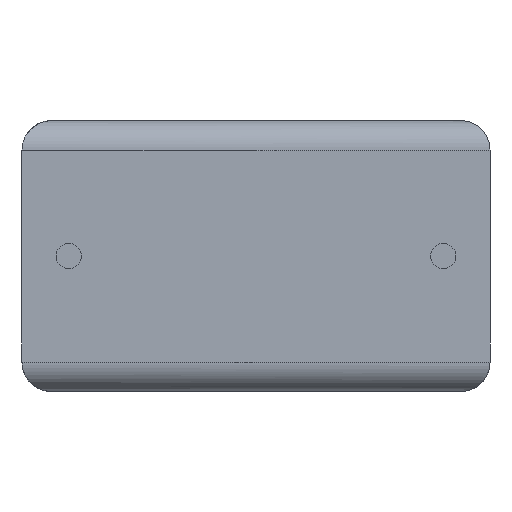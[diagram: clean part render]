
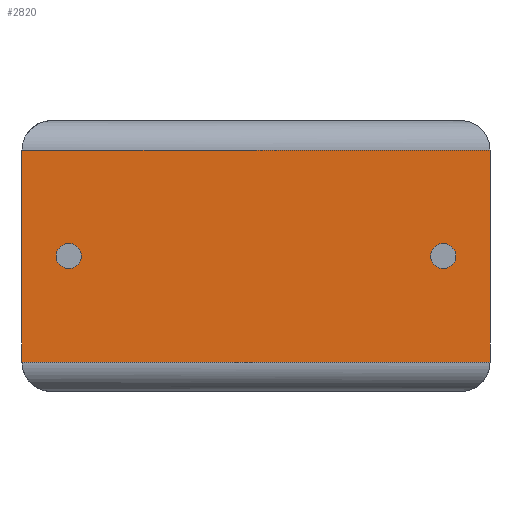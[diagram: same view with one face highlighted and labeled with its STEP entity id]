
A CAD part, front view. The second image highlights one B-rep face of the part: STEP entity #2820.
In plain terms, the highlighted planar face has unit normal (0, -1, 0).
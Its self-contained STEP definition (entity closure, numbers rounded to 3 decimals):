
#35 = ORIENTED_EDGE ( 'NONE', *, *, #3546, .T. ) ;
#56 = VECTOR ( 'NONE', #3412, 1000. ) ;
#119 = CARTESIAN_POINT ( 'NONE',  ( -11.9, 0., 6.89 ) ) ;
#201 = LINE ( 'NONE', #2363, #2523 ) ;
#234 = LINE ( 'NONE', #1119, #56 ) ;
#285 = VERTEX_POINT ( 'NONE', #2617 ) ;
#393 = EDGE_CURVE ( 'NONE', #3169, #3472, #2981, .T. ) ;
#486 = EDGE_CURVE ( 'NONE', #3477, #2368, #2885, .T. ) ;
#519 = ORIENTED_EDGE ( 'NONE', *, *, #393, .F. ) ;
#520 = ORIENTED_EDGE ( 'NONE', *, *, #2386, .T. ) ;
#615 = FACE_BOUND ( 'NONE', #3342, .T. ) ;
#762 = DIRECTION ( 'NONE',  ( 0., 0., -1. ) ) ;
#864 = AXIS2_PLACEMENT_3D ( 'NONE', #3078, #1362, #3092 ) ;
#896 = VERTEX_POINT ( 'NONE', #2463 ) ;
#918 = DIRECTION ( 'NONE',  ( -1., 0., 0. ) ) ;
#1018 = AXIS2_PLACEMENT_3D ( 'NONE', #3268, #3548, #1815 ) ;
#1050 = DIRECTION ( 'NONE',  ( 0., -1., 0. ) ) ;
#1119 = CARTESIAN_POINT ( 'NONE',  ( 0., 0., 0.75 ) ) ;
#1154 = CARTESIAN_POINT ( 'NONE',  ( -11.03, 0., 3.445 ) ) ;
#1231 = EDGE_CURVE ( 'NONE', #285, #1828, #2917, .T. ) ;
#1306 = FACE_BOUND ( 'NONE', #1413, .T. ) ;
#1329 = VECTOR ( 'NONE', #2406, 1000. ) ;
#1330 = ORIENTED_EDGE ( 'NONE', *, *, #1231, .T. ) ;
#1362 = DIRECTION ( 'NONE',  ( 0., -1., 0. ) ) ;
#1383 = FACE_OUTER_BOUND ( 'NONE', #2758, .T. ) ;
#1413 = EDGE_LOOP ( 'NONE', ( #3621, #1330 ) ) ;
#1464 = CARTESIAN_POINT ( 'NONE',  ( -1.19, 0., 3.445 ) ) ;
#1708 = CARTESIAN_POINT ( 'NONE',  ( -1.19, 0., 3.445 ) ) ;
#1815 = DIRECTION ( 'NONE',  ( -1., 0., 0. ) ) ;
#1828 = VERTEX_POINT ( 'NONE', #3475 ) ;
#1835 = VECTOR ( 'NONE', #762, 1000. ) ;
#1848 = AXIS2_PLACEMENT_3D ( 'NONE', #1464, #2006, #3176 ) ;
#1964 = EDGE_CURVE ( 'NONE', #3169, #3182, #201, .T. ) ;
#1982 = DIRECTION ( 'NONE',  ( 0., 1., 0. ) ) ;
#1989 = ORIENTED_EDGE ( 'NONE', *, *, #2602, .F. ) ;
#2006 = DIRECTION ( 'NONE',  ( 0., 1., 0. ) ) ;
#2167 = CIRCLE ( 'NONE', #1848, 0.32 ) ;
#2240 = CARTESIAN_POINT ( 'NONE',  ( 0., 0., 6.14 ) ) ;
#2252 = CARTESIAN_POINT ( 'NONE',  ( -11.9, 0., 6.14 ) ) ;
#2363 = CARTESIAN_POINT ( 'NONE',  ( 0., 0., 6.14 ) ) ;
#2368 = VERTEX_POINT ( 'NONE', #1154 ) ;
#2386 = EDGE_CURVE ( 'NONE', #896, #3472, #234, .T. ) ;
#2399 = ORIENTED_EDGE ( 'NONE', *, *, #486, .F. ) ;
#2406 = DIRECTION ( 'NONE',  ( 0., 0., -1. ) ) ;
#2458 = CIRCLE ( 'NONE', #3443, 0.32 ) ;
#2463 = CARTESIAN_POINT ( 'NONE',  ( -11.9, 0., 0.75 ) ) ;
#2466 = CARTESIAN_POINT ( 'NONE',  ( -10.71, 0., 3.445 ) ) ;
#2468 = CARTESIAN_POINT ( 'NONE',  ( 0., 0., 6.89 ) ) ;
#2523 = VECTOR ( 'NONE', #918, 1000. ) ;
#2602 = EDGE_CURVE ( 'NONE', #2368, #3477, #2458, .T. ) ;
#2617 = CARTESIAN_POINT ( 'NONE',  ( -0.87, 0., 3.445 ) ) ;
#2758 = EDGE_LOOP ( 'NONE', ( #519, #3679, #35, #520 ) ) ;
#2815 = AXIS2_PLACEMENT_3D ( 'NONE', #1708, #1982, #3457 ) ;
#2820 = ADVANCED_FACE ( 'NONE', ( #1306, #1383, #615 ), #3526, .F. ) ;
#2885 = CIRCLE ( 'NONE', #864, 0.32 ) ;
#2917 = CIRCLE ( 'NONE', #2815, 0.32 ) ;
#2973 = CARTESIAN_POINT ( 'NONE',  ( -10.39, 0., 3.445 ) ) ;
#2981 = LINE ( 'NONE', #2468, #1835 ) ;
#2985 = CARTESIAN_POINT ( 'NONE',  ( 0., 0., 0.75 ) ) ;
#3078 = CARTESIAN_POINT ( 'NONE',  ( -10.71, 0., 3.445 ) ) ;
#3092 = DIRECTION ( 'NONE',  ( -1., 0., 0. ) ) ;
#3169 = VERTEX_POINT ( 'NONE', #2240 ) ;
#3176 = DIRECTION ( 'NONE',  ( -1., 0., 0. ) ) ;
#3182 = VERTEX_POINT ( 'NONE', #2252 ) ;
#3268 = CARTESIAN_POINT ( 'NONE',  ( 0., 0., 6.89 ) ) ;
#3342 = EDGE_LOOP ( 'NONE', ( #1989, #2399 ) ) ;
#3376 = LINE ( 'NONE', #119, #1329 ) ;
#3412 = DIRECTION ( 'NONE',  ( 1., 0., 0. ) ) ;
#3443 = AXIS2_PLACEMENT_3D ( 'NONE', #2466, #1050, #3635 ) ;
#3450 = EDGE_CURVE ( 'NONE', #1828, #285, #2167, .T. ) ;
#3457 = DIRECTION ( 'NONE',  ( -1., 0., 0. ) ) ;
#3472 = VERTEX_POINT ( 'NONE', #2985 ) ;
#3475 = CARTESIAN_POINT ( 'NONE',  ( -1.51, 0., 3.445 ) ) ;
#3477 = VERTEX_POINT ( 'NONE', #2973 ) ;
#3526 = PLANE ( 'NONE',  #1018 ) ;
#3546 = EDGE_CURVE ( 'NONE', #3182, #896, #3376, .T. ) ;
#3548 = DIRECTION ( 'NONE',  ( 0., 1., 0. ) ) ;
#3621 = ORIENTED_EDGE ( 'NONE', *, *, #3450, .T. ) ;
#3635 = DIRECTION ( 'NONE',  ( -1., 0., 0. ) ) ;
#3679 = ORIENTED_EDGE ( 'NONE', *, *, #1964, .T. ) ;
